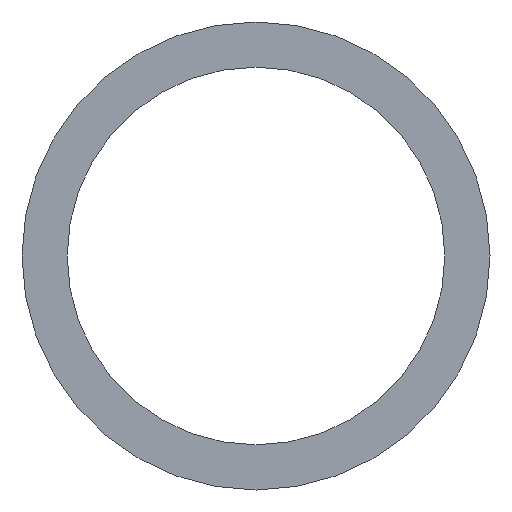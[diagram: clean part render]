
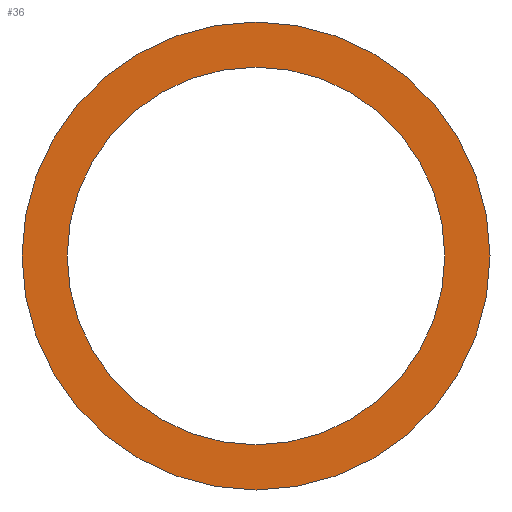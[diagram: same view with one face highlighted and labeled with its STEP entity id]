
A CAD part, front view. The second image highlights one B-rep face of the part: STEP entity #36.
In plain terms, the highlighted planar face has unit normal (0, -1, 0).
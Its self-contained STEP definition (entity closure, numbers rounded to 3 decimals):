
#4 = CIRCLE ( 'NONE', #157, 20.5 ) ;
#5 = DIRECTION ( 'NONE',  ( 0., 1., 0. ) ) ;
#6 = EDGE_CURVE ( 'NONE', #24, #64, #48, .T. ) ;
#14 = DIRECTION ( 'NONE',  ( 0., 0., 1. ) ) ;
#18 = EDGE_CURVE ( 'NONE', #64, #24, #20, .T. ) ;
#20 = CIRCLE ( 'NONE', #51, 25.4 ) ;
#21 = DIRECTION ( 'NONE',  ( 0., 1., 0. ) ) ;
#24 = VERTEX_POINT ( 'NONE', #162 ) ;
#36 = ADVANCED_FACE ( 'NONE', ( #149, #135 ), #72, .F. ) ;
#37 = DIRECTION ( 'NONE',  ( 0., 0., 1. ) ) ;
#44 = VERTEX_POINT ( 'NONE', #164 ) ;
#48 = CIRCLE ( 'NONE', #197, 25.4 ) ;
#49 = ORIENTED_EDGE ( 'NONE', *, *, #187, .T. ) ;
#51 = AXIS2_PLACEMENT_3D ( 'NONE', #68, #21, #37 ) ;
#63 = ORIENTED_EDGE ( 'NONE', *, *, #18, .F. ) ;
#64 = VERTEX_POINT ( 'NONE', #183 ) ;
#66 = EDGE_LOOP ( 'NONE', ( #63, #128 ) ) ;
#68 = CARTESIAN_POINT ( 'NONE',  ( 0., 0., 0. ) ) ;
#69 = DIRECTION ( 'NONE',  ( 0., 1., 0. ) ) ;
#72 = PLANE ( 'NONE',  #233 ) ;
#77 = CIRCLE ( 'NONE', #202, 20.5 ) ;
#83 = CARTESIAN_POINT ( 'NONE',  ( 0., 0., 0. ) ) ;
#118 = DIRECTION ( 'NONE',  ( 0., 0., 1. ) ) ;
#120 = CARTESIAN_POINT ( 'NONE',  ( 0., 0., 0. ) ) ;
#122 = CARTESIAN_POINT ( 'NONE',  ( 0., 0., 0. ) ) ;
#128 = ORIENTED_EDGE ( 'NONE', *, *, #6, .F. ) ;
#135 = FACE_BOUND ( 'NONE', #150, .T. ) ;
#139 = DIRECTION ( 'NONE',  ( 0., 0., 1. ) ) ;
#149 = FACE_OUTER_BOUND ( 'NONE', #66, .T. ) ;
#150 = EDGE_LOOP ( 'NONE', ( #49, #192 ) ) ;
#153 = VERTEX_POINT ( 'NONE', #188 ) ;
#157 = AXIS2_PLACEMENT_3D ( 'NONE', #83, #191, #118 ) ;
#160 = CARTESIAN_POINT ( 'NONE',  ( 0., 0., 0. ) ) ;
#162 = CARTESIAN_POINT ( 'NONE',  ( 0., 0., 25.4 ) ) ;
#164 = CARTESIAN_POINT ( 'NONE',  ( 0., 0., 20.5 ) ) ;
#183 = CARTESIAN_POINT ( 'NONE',  ( 0., 0., -25.4 ) ) ;
#187 = EDGE_CURVE ( 'NONE', #153, #44, #77, .T. ) ;
#188 = CARTESIAN_POINT ( 'NONE',  ( 0., 0., -20.5 ) ) ;
#191 = DIRECTION ( 'NONE',  ( 0., 1., 0. ) ) ;
#192 = ORIENTED_EDGE ( 'NONE', *, *, #242, .T. ) ;
#197 = AXIS2_PLACEMENT_3D ( 'NONE', #122, #69, #139 ) ;
#202 = AXIS2_PLACEMENT_3D ( 'NONE', #120, #5, #234 ) ;
#233 = AXIS2_PLACEMENT_3D ( 'NONE', #160, #239, #14 ) ;
#234 = DIRECTION ( 'NONE',  ( 0., 0., 1. ) ) ;
#239 = DIRECTION ( 'NONE',  ( 0., 1., 0. ) ) ;
#242 = EDGE_CURVE ( 'NONE', #44, #153, #4, .T. ) ;
